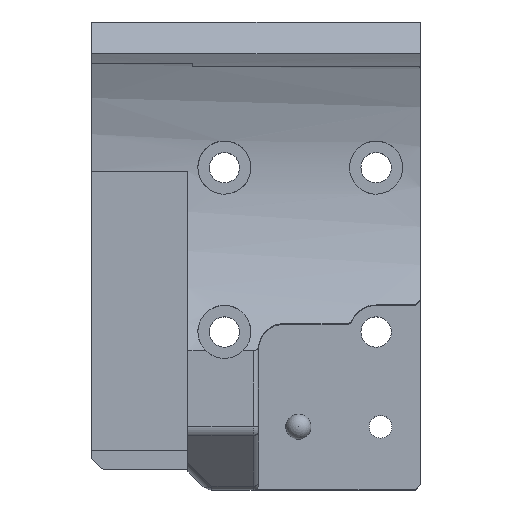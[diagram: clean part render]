
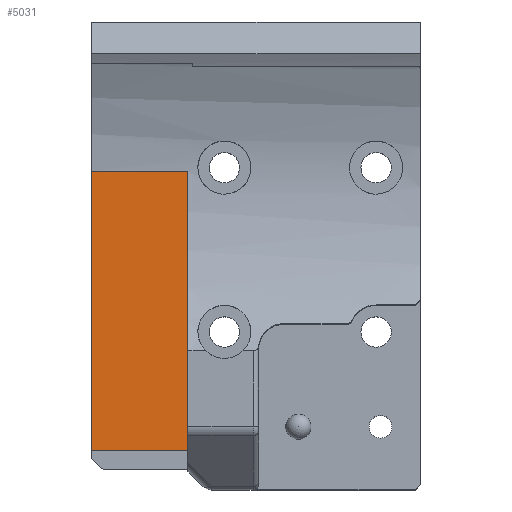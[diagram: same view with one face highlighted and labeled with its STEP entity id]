
A CAD part, top view. The second image highlights one B-rep face of the part: STEP entity #5031.
In plain terms, the highlighted planar face has unit normal (0, 0, 1).
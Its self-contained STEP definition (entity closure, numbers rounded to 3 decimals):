
#496=FACE_OUTER_BOUND('',#790,.T.);
#790=EDGE_LOOP('',(#3559,#3560,#3561,#3562));
#1085=LINE('',#7377,#1566);
#1100=LINE('',#7540,#1581);
#1175=LINE('',#8193,#1656);
#1176=LINE('',#8194,#1657);
#1566=VECTOR('',#5855,10.);
#1581=VECTOR('',#5902,10.);
#1656=VECTOR('',#6089,10.);
#1657=VECTOR('',#6090,10.);
#2054=VERTEX_POINT('',#7374);
#2055=VERTEX_POINT('',#7376);
#2093=VERTEX_POINT('',#7539);
#2189=VERTEX_POINT('',#8192);
#2553=EDGE_CURVE('',#2054,#2055,#1085,.T.);
#2593=EDGE_CURVE('',#2093,#2055,#1100,.T.);
#2718=EDGE_CURVE('',#2093,#2189,#1175,.T.);
#2719=EDGE_CURVE('',#2054,#2189,#1176,.T.);
#3559=ORIENTED_EDGE('',*,*,#2718,.F.);
#3560=ORIENTED_EDGE('',*,*,#2593,.T.);
#3561=ORIENTED_EDGE('',*,*,#2553,.F.);
#3562=ORIENTED_EDGE('',*,*,#2719,.T.);
#4862=PLANE('',#5381);
#5031=ADVANCED_FACE('',(#496),#4862,.T.);
#5381=AXIS2_PLACEMENT_3D('',#8191,#6087,#6088);
#5855=DIRECTION('',(0.,1.,0.));
#5902=DIRECTION('',(-1.,0.,0.));
#6087=DIRECTION('center_axis',(0.,0.,1.));
#6088=DIRECTION('ref_axis',(0.,-1.,0.));
#6089=DIRECTION('',(0.,-1.,0.));
#6090=DIRECTION('',(1.,0.,0.));
#7374=CARTESIAN_POINT('',(13.46,-15.9,38.963));
#7376=CARTESIAN_POINT('',(13.46,6.214,38.963));
#7377=CARTESIAN_POINT('',(13.46,-12.093,38.963));
#7539=CARTESIAN_POINT('',(21.06,6.214,38.963));
#7540=CARTESIAN_POINT('',(30.56,6.214,38.963));
#8191=CARTESIAN_POINT('Origin',(15.06,-8.786,38.963));
#8192=CARTESIAN_POINT('',(21.06,-15.9,38.963));
#8193=CARTESIAN_POINT('',(21.06,-8.786,38.963));
#8194=CARTESIAN_POINT('',(20.77,-15.9,38.963));
